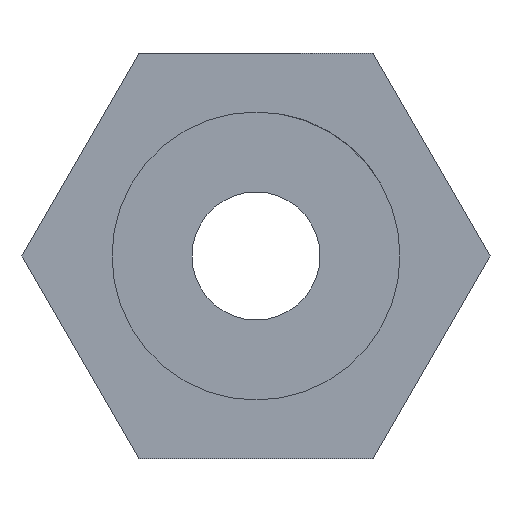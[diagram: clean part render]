
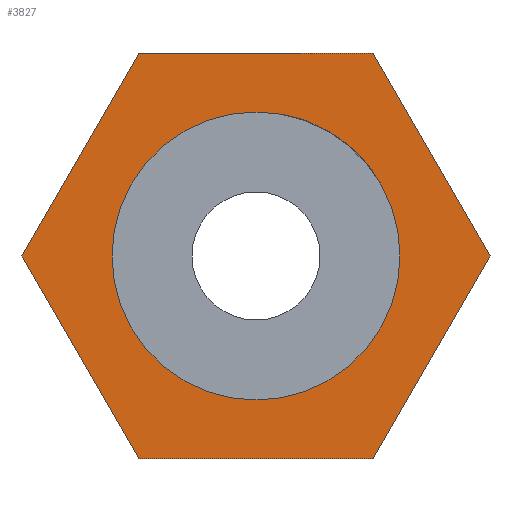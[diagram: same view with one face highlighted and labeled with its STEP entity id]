
A CAD part, left-side view. The second image highlights one B-rep face of the part: STEP entity #3827.
In plain terms, the highlighted planar face has unit normal (-1, 0, 0).
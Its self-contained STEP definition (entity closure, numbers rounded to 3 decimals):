
#103 = LINE ( 'NONE', #481, #2940 ) ;
#204 = ORIENTED_EDGE ( 'NONE', *, *, #2763, .F. ) ;
#336 = CIRCLE ( 'NONE', #680, 6.75 ) ;
#376 = EDGE_CURVE ( 'NONE', #2373, #3324, #3655, .T. ) ;
#390 = DIRECTION ( 'NONE',  ( -1., 0., 0. ) ) ;
#405 = DIRECTION ( 'NONE',  ( 0., 0.5, -0.866 ) ) ;
#481 = CARTESIAN_POINT ( 'NONE',  ( 19.5, 10.97, 0. ) ) ;
#680 = AXIS2_PLACEMENT_3D ( 'NONE', #1265, #390, #5301 ) ;
#732 = CARTESIAN_POINT ( 'NONE',  ( 19.5, 5.485, 9.5 ) ) ;
#852 = VECTOR ( 'NONE', #4028, 1000. ) ;
#927 = CARTESIAN_POINT ( 'NONE',  ( 19.5, 10.97, 0. ) ) ;
#1005 = CARTESIAN_POINT ( 'NONE',  ( 19.5, -5.485, 9.5 ) ) ;
#1069 = DIRECTION ( 'NONE',  ( 0., 0., 1. ) ) ;
#1071 = VERTEX_POINT ( 'NONE', #927 ) ;
#1215 = CARTESIAN_POINT ( 'NONE',  ( 19.5, 0., 0. ) ) ;
#1265 = CARTESIAN_POINT ( 'NONE',  ( 19.5, 0., 0. ) ) ;
#1354 = ORIENTED_EDGE ( 'NONE', *, *, #1949, .F. ) ;
#1510 = VERTEX_POINT ( 'NONE', #4165 ) ;
#1555 = VECTOR ( 'NONE', #2099, 1000. ) ;
#1626 = CARTESIAN_POINT ( 'NONE',  ( 19.5, -5.485, 9.5 ) ) ;
#1651 = VECTOR ( 'NONE', #4657, 1000. ) ;
#1683 = EDGE_LOOP ( 'NONE', ( #2449, #1354 ) ) ;
#1758 = VERTEX_POINT ( 'NONE', #4809 ) ;
#1822 = LINE ( 'NONE', #1005, #1651 ) ;
#1858 = CARTESIAN_POINT ( 'NONE',  ( 19.5, -10.97, 0. ) ) ;
#1906 = CIRCLE ( 'NONE', #4924, 6.75 ) ;
#1949 = EDGE_CURVE ( 'NONE', #3761, #1758, #336, .T. ) ;
#2054 = CARTESIAN_POINT ( 'NONE',  ( 19.5, 0., -6.75 ) ) ;
#2099 = DIRECTION ( 'NONE',  ( 0., -1., 0. ) ) ;
#2113 = ORIENTED_EDGE ( 'NONE', *, *, #3595, .F. ) ;
#2176 = VECTOR ( 'NONE', #5182, 1000. ) ;
#2247 = CARTESIAN_POINT ( 'NONE',  ( 19.5, 5.485, -9.5 ) ) ;
#2340 = DIRECTION ( 'NONE',  ( -1., 0., 0. ) ) ;
#2373 = VERTEX_POINT ( 'NONE', #2912 ) ;
#2430 = PLANE ( 'NONE',  #2603 ) ;
#2449 = ORIENTED_EDGE ( 'NONE', *, *, #5072, .F. ) ;
#2603 = AXIS2_PLACEMENT_3D ( 'NONE', #1215, #4425, #3727 ) ;
#2610 = VECTOR ( 'NONE', #405, 1000. ) ;
#2763 = EDGE_CURVE ( 'NONE', #1510, #4824, #4546, .T. ) ;
#2782 = ORIENTED_EDGE ( 'NONE', *, *, #376, .F. ) ;
#2845 = CARTESIAN_POINT ( 'NONE',  ( 19.5, -10.97, 0. ) ) ;
#2912 = CARTESIAN_POINT ( 'NONE',  ( 19.5, -5.485, -9.5 ) ) ;
#2940 = VECTOR ( 'NONE', #3759, 1000. ) ;
#3122 = CARTESIAN_POINT ( 'NONE',  ( 19.5, 0., 0. ) ) ;
#3324 = VERTEX_POINT ( 'NONE', #2247 ) ;
#3549 = LINE ( 'NONE', #4731, #2176 ) ;
#3595 = EDGE_CURVE ( 'NONE', #1071, #1510, #103, .T. ) ;
#3655 = LINE ( 'NONE', #4790, #852 ) ;
#3727 = DIRECTION ( 'NONE',  ( 0., 0., -1. ) ) ;
#3759 = DIRECTION ( 'NONE',  ( 0., -0.5, 0.866 ) ) ;
#3761 = VERTEX_POINT ( 'NONE', #2054 ) ;
#3827 = ADVANCED_FACE ( 'NONE', ( #4093, #5308 ), #2430, .F. ) ;
#3984 = VERTEX_POINT ( 'NONE', #1858 ) ;
#4028 = DIRECTION ( 'NONE',  ( 0., 1., 0. ) ) ;
#4061 = EDGE_LOOP ( 'NONE', ( #4882, #2782, #5190, #4064, #204, #2113 ) ) ;
#4064 = ORIENTED_EDGE ( 'NONE', *, *, #5224, .F. ) ;
#4093 = FACE_BOUND ( 'NONE', #1683, .T. ) ;
#4165 = CARTESIAN_POINT ( 'NONE',  ( 19.5, 5.485, 9.5 ) ) ;
#4425 = DIRECTION ( 'NONE',  ( 1., 0., 0. ) ) ;
#4546 = LINE ( 'NONE', #732, #1555 ) ;
#4657 = DIRECTION ( 'NONE',  ( 0., -0.5, -0.866 ) ) ;
#4731 = CARTESIAN_POINT ( 'NONE',  ( 19.5, 5.485, -9.5 ) ) ;
#4750 = EDGE_CURVE ( 'NONE', #3984, #2373, #4889, .T. ) ;
#4790 = CARTESIAN_POINT ( 'NONE',  ( 19.5, -5.485, -9.5 ) ) ;
#4809 = CARTESIAN_POINT ( 'NONE',  ( 19.5, 0., 6.75 ) ) ;
#4824 = VERTEX_POINT ( 'NONE', #1626 ) ;
#4882 = ORIENTED_EDGE ( 'NONE', *, *, #5304, .F. ) ;
#4889 = LINE ( 'NONE', #2845, #2610 ) ;
#4924 = AXIS2_PLACEMENT_3D ( 'NONE', #3122, #2340, #1069 ) ;
#5072 = EDGE_CURVE ( 'NONE', #1758, #3761, #1906, .T. ) ;
#5182 = DIRECTION ( 'NONE',  ( 0., 0.5, 0.866 ) ) ;
#5190 = ORIENTED_EDGE ( 'NONE', *, *, #4750, .F. ) ;
#5224 = EDGE_CURVE ( 'NONE', #4824, #3984, #1822, .T. ) ;
#5301 = DIRECTION ( 'NONE',  ( 0., 0., 1. ) ) ;
#5304 = EDGE_CURVE ( 'NONE', #3324, #1071, #3549, .T. ) ;
#5308 = FACE_OUTER_BOUND ( 'NONE', #4061, .T. ) ;
